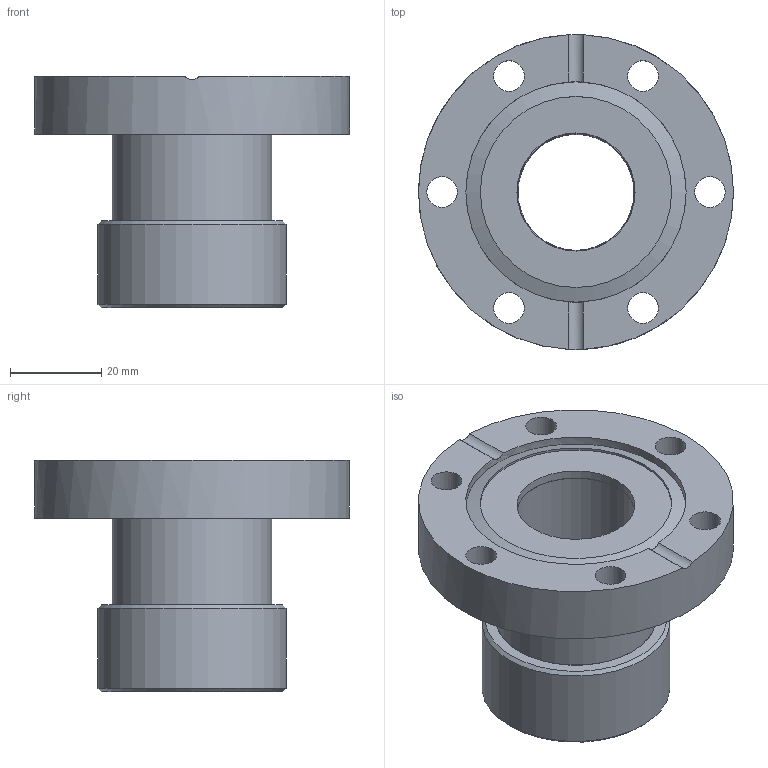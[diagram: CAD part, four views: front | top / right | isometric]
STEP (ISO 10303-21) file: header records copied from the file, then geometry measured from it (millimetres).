
FILE_DESCRIPTION(/* description */ (''),/* implementation_level */ '2;1');
FILE_NAME(/* name */ '5000614a.stp',/* time_stamp */ '2019-07-18T08:20:31-04:00',/* author */ ('Glen_C'),/* organization */ (''),/* preprocessor_version */ 'ST-DEVELOPER v16.13',/* originating_system */ 'Autodesk Inventor 2018',/* authorisation */ '');
FILE_SCHEMA (('AUTOMOTIVE_DESIGN { 1 0 10303 214 3 1 1 }'));
Length unit declared in the file: inch
Products named in the file (1): 5000614_S
Bounding box: 69.09 x 69.09 x 50.8 mm (x, y, z)
Volume: 60128 mm3; surface area: 24332.2 mm2
Topology: 1 solids, 4 shells, 45 faces, 100 edges, 67 vertices
Faces by surface type: cylinder 23, plane 14, cone 5, torus 3
Full cylindrical faces by diameter (mm): 6.731 x6, 25.781 x3, 25.908 x1, 30.15 x2, 32.893 x1, 33.02 x1, 33.553 x1, 34.925 x1, 35.052 x1, 41.275 x1, 41.91 x1, 48.311 x1, 69.088 x1
Entity records: 1211 total; most frequent: CARTESIAN_POINT 216, DIRECTION 196, ORIENTED_EDGE 122, EDGE_LOOP 98, AXIS2_PLACEMENT_3D 96, EDGE_CURVE 60, VERTEX_POINT 56, FACE_BOUND 53
